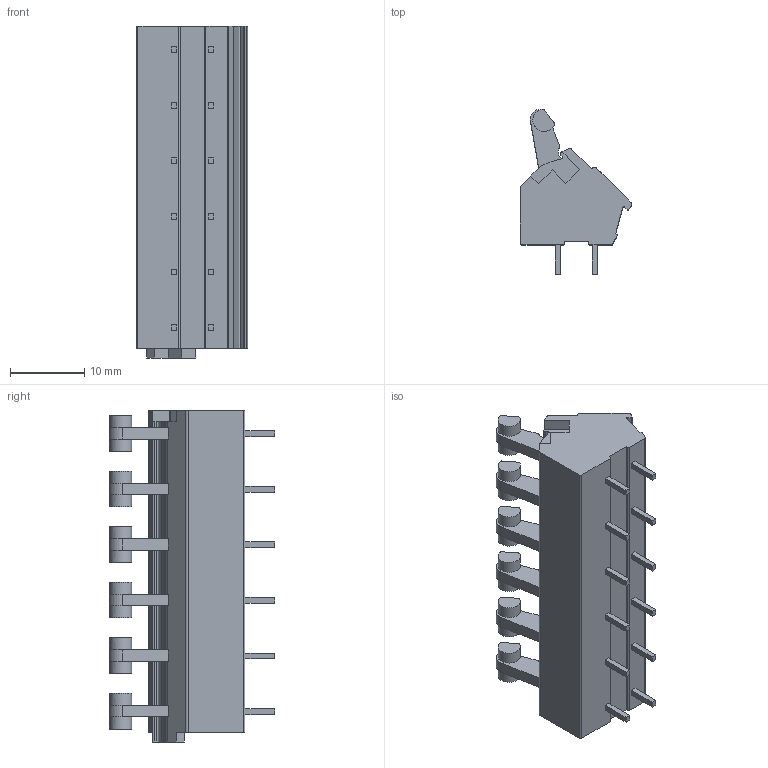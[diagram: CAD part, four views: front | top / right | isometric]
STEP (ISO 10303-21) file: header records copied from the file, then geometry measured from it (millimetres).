
FILE_DESCRIPTION((''),'2;1');
FILE_NAME('123','2024-10-15T10:28:41',('tluser'),(''),'CREO PARAMETRIC BY PTC INC, 2018100','CREO PARAMETRIC BY PTC INC, 2018100','');
FILE_SCHEMA(('CONFIG_CONTROL_DESIGN'));
Length unit declared in the file: millimetre
Products named in the file (1): 123
Bounding box: 15 x 22.27 x 44.8 mm (x, y, z)
Volume: 5995.1 mm3; surface area: 3466.3 mm2
Topology: 1 solids, 1 shells, 480 faces, 1212 edges, 752 vertices
Faces by surface type: plane 225, cylinder 195, bspline 30, sphere 12, torus 12, cone 6
Entity records: 16808 total; most frequent: CARTESIAN_POINT 5336, ORIENTED_EDGE 2424, DIRECTION 2340, EDGE_CURVE 1212, VECTOR 780, LINE 780, AXIS2_PLACEMENT_3D 780, VERTEX_POINT 752
